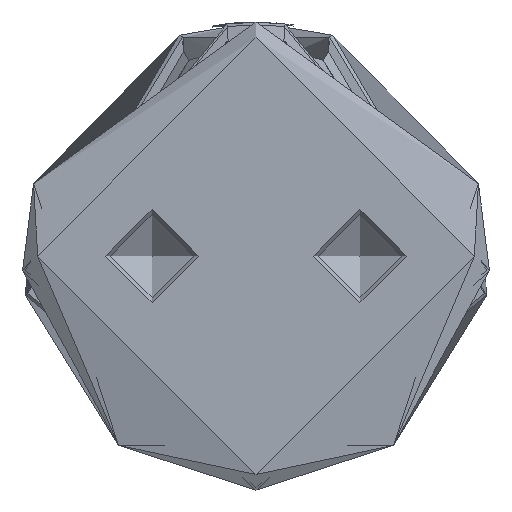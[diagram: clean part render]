
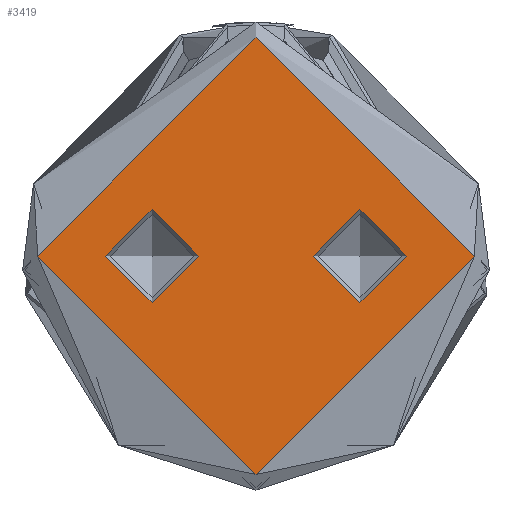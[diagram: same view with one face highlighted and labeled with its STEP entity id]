
A CAD part, front view. The second image highlights one B-rep face of the part: STEP entity #3419.
In plain terms, the highlighted face is planar.
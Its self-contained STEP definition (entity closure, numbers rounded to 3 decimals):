
#39 = AXIS2_PLACEMENT_3D ( 'NONE', #3368, #4404, #1341 ) ;
#88 = CARTESIAN_POINT ( 'NONE',  ( 21., 0., 0. ) ) ;
#381 = ORIENTED_EDGE ( 'NONE', *, *, #2050, .T. ) ;
#469 = DIRECTION ( 'NONE',  ( 0., 0., 1. ) ) ;
#593 = CARTESIAN_POINT ( 'NONE',  ( 4.5, 10., 0. ) ) ;
#637 = AXIS2_PLACEMENT_3D ( 'NONE', #3523, #469, #4041 ) ;
#778 = CARTESIAN_POINT ( 'NONE',  ( 0., 0., 0. ) ) ;
#788 = CARTESIAN_POINT ( 'NONE',  ( 0., -10., 0. ) ) ;
#937 = ORIENTED_EDGE ( 'NONE', *, *, #4244, .T. ) ;
#1206 = VERTEX_POINT ( 'NONE', #88 ) ;
#1282 = PLANE ( 'NONE',  #39 ) ;
#1283 = DIRECTION ( 'NONE',  ( 1., 0., 0. ) ) ;
#1299 = DIRECTION ( 'NONE',  ( 1., 0., 0. ) ) ;
#1341 = DIRECTION ( 'NONE',  ( -1., 0., 0. ) ) ;
#2050 = EDGE_CURVE ( 'NONE', #3056, #3056, #6002, .T. ) ;
#2472 = EDGE_LOOP ( 'NONE', ( #381 ) ) ;
#2588 = CARTESIAN_POINT ( 'NONE',  ( 4.5, -10., 0. ) ) ;
#3056 = VERTEX_POINT ( 'NONE', #2588 ) ;
#3368 = CARTESIAN_POINT ( 'NONE',  ( 0., 0., 0. ) ) ;
#3419 = ADVANCED_FACE ( 'NONE', ( #5817, #5757, #5747 ), #1282, .F. ) ;
#3523 = CARTESIAN_POINT ( 'NONE',  ( 0., 10., 0. ) ) ;
#3645 = EDGE_LOOP ( 'NONE', ( #937 ) ) ;
#3855 = AXIS2_PLACEMENT_3D ( 'NONE', #788, #4362, #1299 ) ;
#4041 = DIRECTION ( 'NONE',  ( 1., 0., 0. ) ) ;
#4244 = EDGE_CURVE ( 'NONE', #1206, #1206, #6368, .T. ) ;
#4308 = CIRCLE ( 'NONE', #637, 4.5 ) ;
#4349 = DIRECTION ( 'NONE',  ( 0., 0., 1. ) ) ;
#4362 = DIRECTION ( 'NONE',  ( 0., 0., -1. ) ) ;
#4404 = DIRECTION ( 'NONE',  ( 0., 0., -1. ) ) ;
#4435 = EDGE_CURVE ( 'NONE', #5120, #5120, #4308, .T. ) ;
#5120 = VERTEX_POINT ( 'NONE', #593 ) ;
#5142 = ORIENTED_EDGE ( 'NONE', *, *, #4435, .F. ) ;
#5655 = AXIS2_PLACEMENT_3D ( 'NONE', #778, #4349, #1283 ) ;
#5747 = FACE_BOUND ( 'NONE', #2472, .T. ) ;
#5757 = FACE_OUTER_BOUND ( 'NONE', #3645, .T. ) ;
#5817 = FACE_BOUND ( 'NONE', #5874, .T. ) ;
#5874 = EDGE_LOOP ( 'NONE', ( #5142 ) ) ;
#6002 = CIRCLE ( 'NONE', #3855, 4.5 ) ;
#6368 = CIRCLE ( 'NONE', #5655, 21. ) ;
